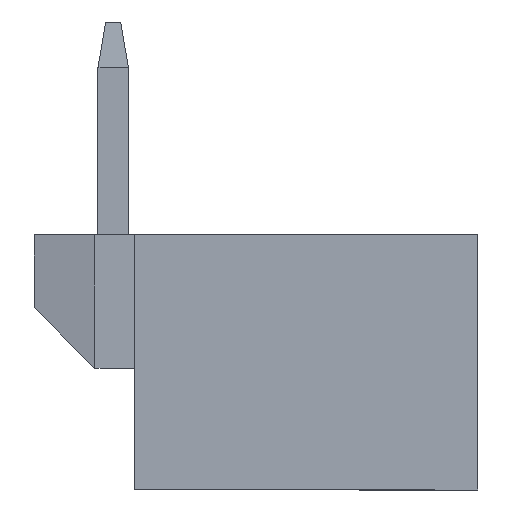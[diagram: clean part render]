
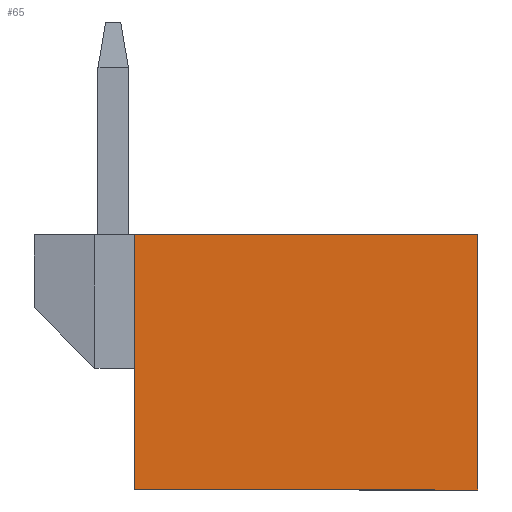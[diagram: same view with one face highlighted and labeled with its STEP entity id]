
A CAD part, left-side view. The second image highlights one B-rep face of the part: STEP entity #65.
In plain terms, the highlighted planar face has unit normal (-1, 0, 0).
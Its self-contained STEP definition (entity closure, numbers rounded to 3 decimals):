
#65=ADVANCED_FACE('',(#273),#171,.T.);
#171=PLANE('',#2002);
#273=FACE_OUTER_BOUND('',#377,.T.);
#377=EDGE_LOOP('',(#544,#545,#546,#547));
#544=ORIENTED_EDGE('',*,*,#1250,.F.);
#545=ORIENTED_EDGE('',*,*,#1251,.T.);
#546=ORIENTED_EDGE('',*,*,#1252,.T.);
#547=ORIENTED_EDGE('',*,*,#1253,.F.);
#1072=VERTEX_POINT('',#2728);
#1073=VERTEX_POINT('',#2729);
#1074=VERTEX_POINT('',#2731);
#1075=VERTEX_POINT('',#2733);
#1250=EDGE_CURVE('',#1072,#1073,#1522,.T.);
#1251=EDGE_CURVE('',#1072,#1074,#1523,.T.);
#1252=EDGE_CURVE('',#1074,#1075,#1524,.T.);
#1253=EDGE_CURVE('',#1073,#1075,#1525,.T.);
#1522=LINE('',#2727,#1786);
#1523=LINE('',#2730,#1787);
#1524=LINE('',#2732,#1788);
#1525=LINE('',#2734,#1789);
#1786=VECTOR('',#2193,1.);
#1787=VECTOR('',#2194,1.);
#1788=VECTOR('',#2195,1.);
#1789=VECTOR('',#2196,1.);
#2002=AXIS2_PLACEMENT_3D('',#2735,#2197,#2198);
#2193=DIRECTION('',(0.,-1.,0.));
#2194=DIRECTION('',(0.,0.,-1.));
#2195=DIRECTION('',(0.,-1.,0.));
#2196=DIRECTION('',(0.,0.,-1.));
#2197=DIRECTION('',(-1.,0.,0.));
#2198=DIRECTION('',(0.,0.,1.));
#2727=CARTESIAN_POINT('',(-3.,9.1,4.6));
#2728=CARTESIAN_POINT('',(-3.,7.45,4.6));
#2729=CARTESIAN_POINT('',(-3.,1.8,4.6));
#2730=CARTESIAN_POINT('',(-3.,7.45,2.4));
#2731=CARTESIAN_POINT('',(-3.,7.45,0.4));
#2732=CARTESIAN_POINT('',(-3.,9.1,0.4));
#2733=CARTESIAN_POINT('',(-3.,1.8,0.4));
#2734=CARTESIAN_POINT('',(-3.,1.8,4.6));
#2735=CARTESIAN_POINT('',(-3.,9.1,4.6));
